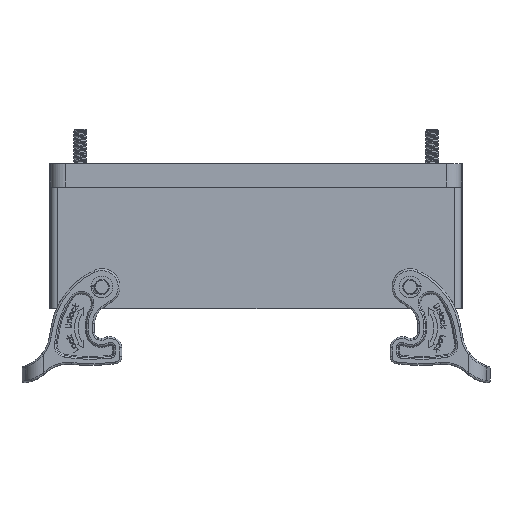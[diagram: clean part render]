
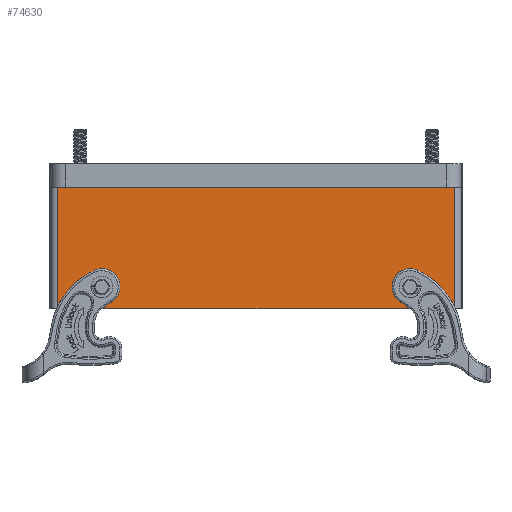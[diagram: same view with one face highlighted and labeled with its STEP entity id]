
A CAD part, front view. The second image highlights one B-rep face of the part: STEP entity #74630.
In plain terms, the highlighted planar face has unit normal (0, -1, 0).
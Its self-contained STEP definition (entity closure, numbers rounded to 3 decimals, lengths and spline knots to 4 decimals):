
#107=DIRECTION('',(1.,0.,0.));
#108=VECTOR('',#107,4.2995);
#109=CARTESIAN_POINT('',(-2.1498,-0.5197,0.));
#110=LINE('',#109,#108);
#9588=DIRECTION('',(0.,0.,-1.));
#9589=VECTOR('',#9588,1.3189);
#9590=CARTESIAN_POINT('',(2.1498,-0.5197,
1.3189));
#9591=LINE('',#9590,#9589);
#9592=DIRECTION('',(0.,0.,-1.));
#9593=VECTOR('',#9592,1.3189);
#9594=CARTESIAN_POINT('',(-2.1498,-0.5197,
1.3189));
#9595=LINE('',#9594,#9593);
#9596=DIRECTION('',(1.,0.,0.));
#9597=VECTOR('',#9596,4.2995);
#9598=CARTESIAN_POINT('',(-2.1498,-0.5197,
1.3189));
#9599=LINE('',#9598,#9597);
#9600=CARTESIAN_POINT('',(1.6732,-0.5197,
0.2362));
#9601=DIRECTION('',(0.,-1.,0.));
#9602=DIRECTION('',(-1.,0.,0.));
#9603=AXIS2_PLACEMENT_3D('',#9600,#9601,#9602);
#9605=CARTESIAN_POINT('',(1.6732,-0.5197,
0.2362));
#9606=DIRECTION('',(0.,-1.,0.));
#9607=DIRECTION('',(1.,0.,0.));
#9608=AXIS2_PLACEMENT_3D('',#9605,#9606,#9607);
#9610=CARTESIAN_POINT('',(-1.6732,-0.5197,
0.2362));
#9611=DIRECTION('',(0.,-1.,0.));
#9612=DIRECTION('',(-1.,0.,0.));
#9613=AXIS2_PLACEMENT_3D('',#9610,#9611,#9612);
#9615=CARTESIAN_POINT('',(-1.6732,-0.5197,
0.2362));
#9616=DIRECTION('',(0.,-1.,0.));
#9617=DIRECTION('',(1.,0.,0.));
#9618=AXIS2_PLACEMENT_3D('',#9615,#9616,#9617);
#54312=CARTESIAN_POINT('',(2.1498,-0.5197,
1.3189));
#54314=VERTEX_POINT('',#54312);
#54333=CARTESIAN_POINT('',(-2.1498,-0.5197,
1.3189));
#54335=VERTEX_POINT('',#54333);
#54336=CARTESIAN_POINT('',(1.5236,-0.5197,
0.2362));
#54337=CARTESIAN_POINT('',(1.8228,-0.5197,
0.2362));
#54338=VERTEX_POINT('',#54336);
#54339=VERTEX_POINT('',#54337);
#54340=CARTESIAN_POINT('',(-1.8228,-0.5197,
0.2362));
#54341=CARTESIAN_POINT('',(-1.5236,-0.5197,
0.2362));
#54342=VERTEX_POINT('',#54340);
#54343=VERTEX_POINT('',#54341);
#54505=CARTESIAN_POINT('',(2.1498,-0.5197,0.));
#54507=VERTEX_POINT('',#54505);
#54508=CARTESIAN_POINT('',(-2.1498,-0.5197,0.));
#54510=VERTEX_POINT('',#54508);
#74605=CARTESIAN_POINT('',(-2.2244,-0.5197,0.));
#74606=DIRECTION('',(0.,-1.,0.));
#74607=DIRECTION('',(1.,0.,0.));
#74608=AXIS2_PLACEMENT_3D('',#74605,#74606,#74607);
#74609=PLANE('',#74608);
#74611=ORIENTED_EDGE('',*,*,#74610,.T.);
#74612=ORIENTED_EDGE('',*,*,#60240,.F.);
#74614=ORIENTED_EDGE('',*,*,#74613,.F.);
#74616=ORIENTED_EDGE('',*,*,#74615,.T.);
#74617=EDGE_LOOP('',(#74611,#74612,#74614,#74616));
#74618=FACE_OUTER_BOUND('',#74617,.F.);
#74620=ORIENTED_EDGE('',*,*,#74619,.T.);
#74622=ORIENTED_EDGE('',*,*,#74621,.T.);
#74623=EDGE_LOOP('',(#74620,#74622));
#74624=FACE_BOUND('',#74623,.F.);
#74625=ORIENTED_EDGE('',*,*,#74595,.T.);
#74627=ORIENTED_EDGE('',*,*,#74626,.T.);
#74628=EDGE_LOOP('',(#74625,#74627));
#74629=FACE_BOUND('',#74628,.F.);
#74630=ADVANCED_FACE('',(#74618,#74624,#74629),#74609,.T.);
#9604=CIRCLE('',#9603,0.1496);
#9609=CIRCLE('',#9608,0.1496);
#9614=CIRCLE('',#9613,0.1496);
#9619=CIRCLE('',#9618,0.1496);
#60240=EDGE_CURVE('',#54510,#54507,#110,.T.);
#74595=EDGE_CURVE('',#54342,#54343,#9614,.T.);
#74610=EDGE_CURVE('',#54314,#54507,#9591,.T.);
#74613=EDGE_CURVE('',#54335,#54510,#9595,.T.);
#74615=EDGE_CURVE('',#54335,#54314,#9599,.T.);
#74619=EDGE_CURVE('',#54338,#54339,#9604,.T.);
#74621=EDGE_CURVE('',#54339,#54338,#9609,.T.);
#74626=EDGE_CURVE('',#54343,#54342,#9619,.T.);
